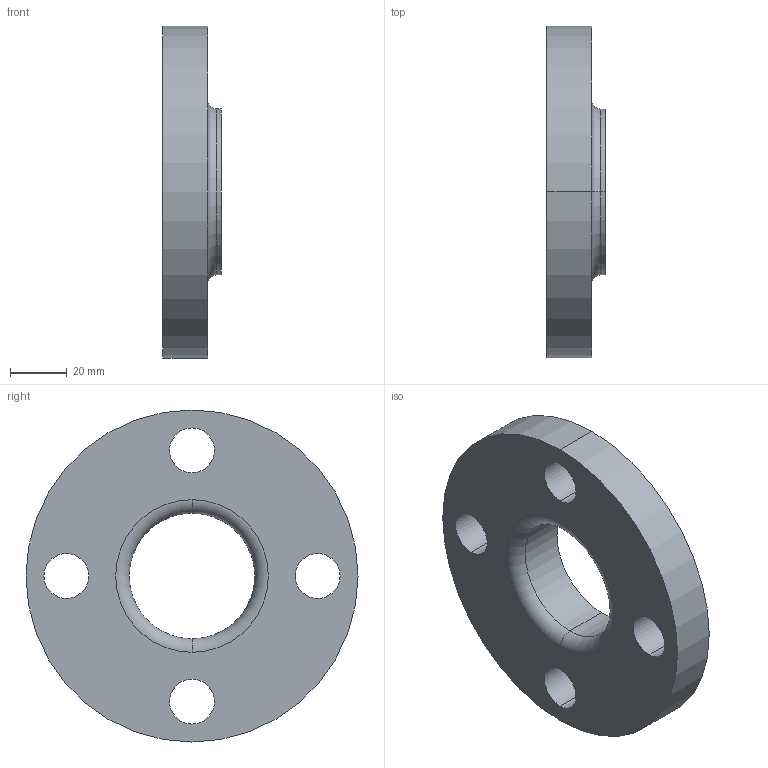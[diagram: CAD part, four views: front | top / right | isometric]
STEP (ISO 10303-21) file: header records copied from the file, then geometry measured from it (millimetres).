
FILE_DESCRIPTION (( 'STEP AP203' ), '1' );
FILE_NAME ('1-1_4_150_B165_LJF.STEP', '2024-01-10T02:38:25', ( '' ), ( '' ), 'SwSTEP 2.0', 'SolidWorks 2023', '' );
FILE_SCHEMA (( 'CONFIG_CONTROL_DESIGN' ));
Length unit declared in the file: inch
Products named in the file (1): 1-1_4_150_B165_LJF
Bounding box: 20.64 x 117.47 x 117.47 mm (x, y, z)
Volume: 140073.5 mm3; surface area: 29254.6 mm2
Topology: 1 solids, 1 shells, 21 faces, 50 edges, 32 vertices
Faces by surface type: cylinder 14, torus 4, plane 3
Entity records: 727 total; most frequent: DIRECTION 130, CARTESIAN_POINT 104, ORIENTED_EDGE 100, AXIS2_PLACEMENT_3D 58, EDGE_CURVE 50, CIRCLE 36, VERTEX_POINT 32, EDGE_LOOP 32
